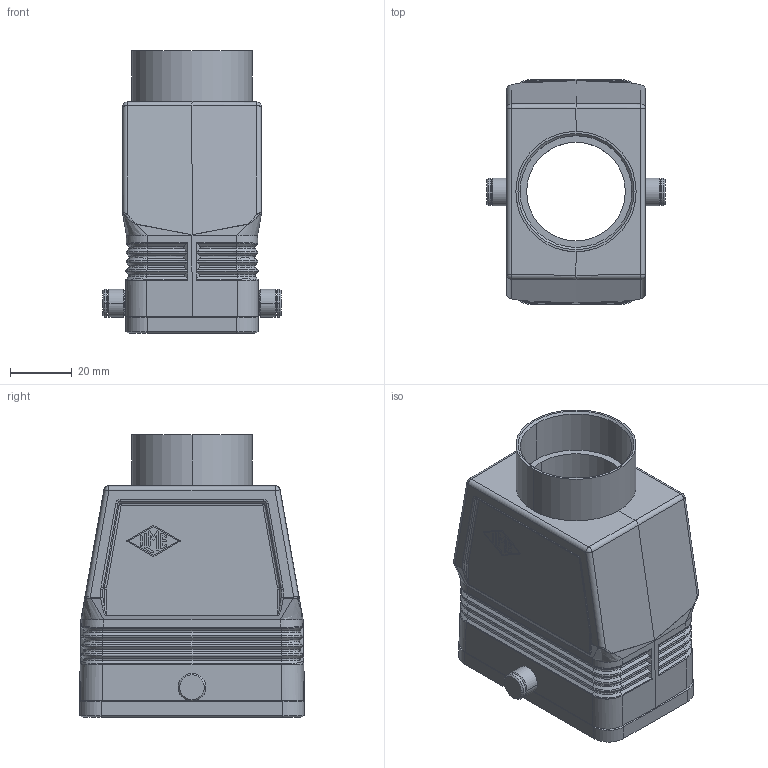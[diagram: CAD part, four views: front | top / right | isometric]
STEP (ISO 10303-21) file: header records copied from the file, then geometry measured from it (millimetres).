
FILE_DESCRIPTION(('Creo Elements/Direct Modeling STEP Export'),'2;1');
FILE_NAME('0ln7uvk4pm7l28l5848','2019-03-12T15:20:18',(''),(''),'PTC Creo Elements/Direct Modeling STEP processor for AP214 (Solid Model)','PTC Creo Elements/Direct Modeling 19.0E 27-Jun-2016 (C) Parametric Technology GmbH','');
FILE_SCHEMA(('AUTOMOTIVE_DESIGN { 1 0 10303 214 1 1 1 1 }'));
Products named in the file (2): CAV_10_GYC29
Assembly tree (1 placements, depth 2):
  CAV_10_GYC29
    CAV_10_GYC29
Bounding box: 58 x 73 x 91.75 mm (x, y, z)
Volume: 80060.3 mm3; surface area: 40375.4 mm2
Topology: 1 solids, 1 shells, 506 faces, 1224 edges, 735 vertices
Faces by surface type: plane 162, bspline 150, cylinder 144, extrusion 28, cone 14, sphere 4, torus 4
Entity records: 46057 total; most frequent: CARTESIAN_POINT 35921, ORIENTED_EDGE 2436, DIRECTION 1512, EDGE_CURVE 1216, VERTEX_POINT 735, VECTOR 590, LINE 562, EDGE_LOOP 531
